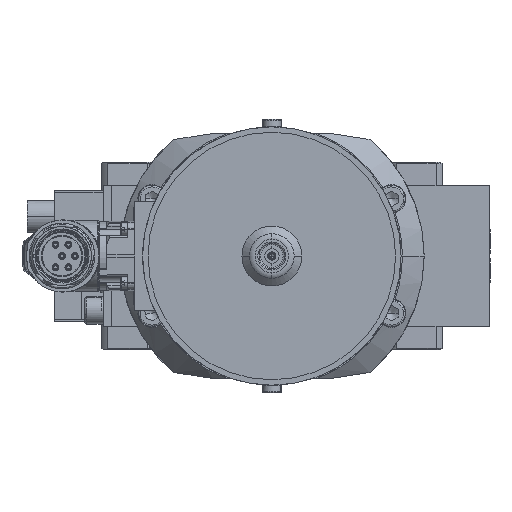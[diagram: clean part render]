
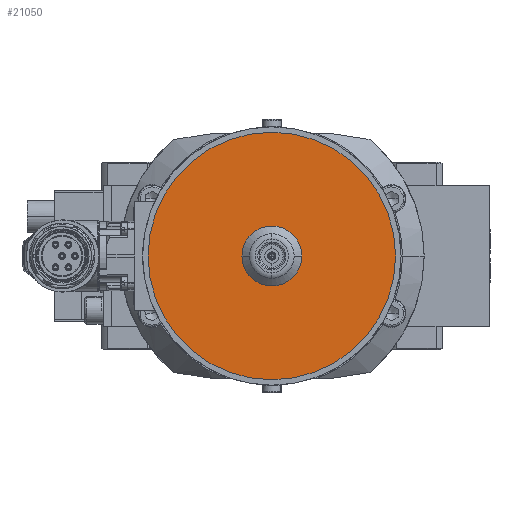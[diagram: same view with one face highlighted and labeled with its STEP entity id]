
A CAD part, left-side view. The second image highlights one B-rep face of the part: STEP entity #21050.
In plain terms, the highlighted planar face has unit normal (-1, 0, 0).
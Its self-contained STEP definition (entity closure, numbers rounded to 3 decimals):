
#20650=CARTESIAN_POINT('Axis2P3D Location',(-320.5,0.,0.)) ;
#20654=CARTESIAN_POINT('Vertex',(-320.5,0.,45.5)) ;
#20656=CARTESIAN_POINT('Vertex',(-320.5,0.,-45.5)) ;
#20681=CARTESIAN_POINT('Axis2P3D Location',(-320.5,0.,0.)) ;
#21023=CARTESIAN_POINT('Axis2P3D Location',(-320.5,0.,0.)) ;
#21032=CARTESIAN_POINT('Axis2P3D Location',(-320.5,0.,0.)) ;
#21036=CARTESIAN_POINT('Vertex',(-320.5,-11.,0.)) ;
#21038=CARTESIAN_POINT('Vertex',(-320.5,11.,0.)) ;
#21041=CARTESIAN_POINT('Axis2P3D Location',(-320.5,0.,0.)) ;
#20651=DIRECTION('Axis2P3D Direction',(-1.,0.,0.)) ;
#20682=DIRECTION('Axis2P3D Direction',(-1.,0.,0.)) ;
#21024=DIRECTION('Axis2P3D Direction',(-1.,0.,0.)) ;
#21025=DIRECTION('Axis2P3D XDirection',(0.,-1.,0.)) ;
#21033=DIRECTION('Axis2P3D Direction',(-1.,0.,0.)) ;
#21042=DIRECTION('Axis2P3D Direction',(-1.,0.,0.)) ;
#20652=AXIS2_PLACEMENT_3D('Circle Axis2P3D',#20650,#20651,$) ;
#20683=AXIS2_PLACEMENT_3D('Circle Axis2P3D',#20681,#20682,$) ;
#21026=AXIS2_PLACEMENT_3D('Plane Axis2P3D',#21023,#21024,#21025) ;
#21034=AXIS2_PLACEMENT_3D('Circle Axis2P3D',#21032,#21033,$) ;
#21043=AXIS2_PLACEMENT_3D('Circle Axis2P3D',#21041,#21042,$) ;
#21029=ORIENTED_EDGE('',*,*,#20658,.T.) ;
#21030=ORIENTED_EDGE('',*,*,#20685,.T.) ;
#21047=ORIENTED_EDGE('',*,*,#21040,.T.) ;
#21048=ORIENTED_EDGE('',*,*,#21045,.T.) ;
#21049=FACE_BOUND('',#21046,.T.) ;
#21050=ADVANCED_FACE('',(#21031,#21049),#21027,.T.) ;
#20653=CIRCLE('generated circle',#20652,45.5) ;
#20684=CIRCLE('generated circle',#20683,45.5) ;
#21035=CIRCLE('generated circle',#21034,11.) ;
#21044=CIRCLE('generated circle',#21043,11.) ;
#20658=EDGE_CURVE('',#20655,#20657,#20653,.T.) ;
#20685=EDGE_CURVE('',#20657,#20655,#20684,.T.) ;
#21040=EDGE_CURVE('',#21037,#21039,#21035,.F.) ;
#21045=EDGE_CURVE('',#21039,#21037,#21044,.F.) ;
#21028=EDGE_LOOP('',(#21029,#21030)) ;
#21046=EDGE_LOOP('',(#21047,#21048)) ;
#21031=FACE_OUTER_BOUND('',#21028,.T.) ;
#21027=PLANE('Plane',#21026) ;
#20655=VERTEX_POINT('',#20654) ;
#20657=VERTEX_POINT('',#20656) ;
#21037=VERTEX_POINT('',#21036) ;
#21039=VERTEX_POINT('',#21038) ;
